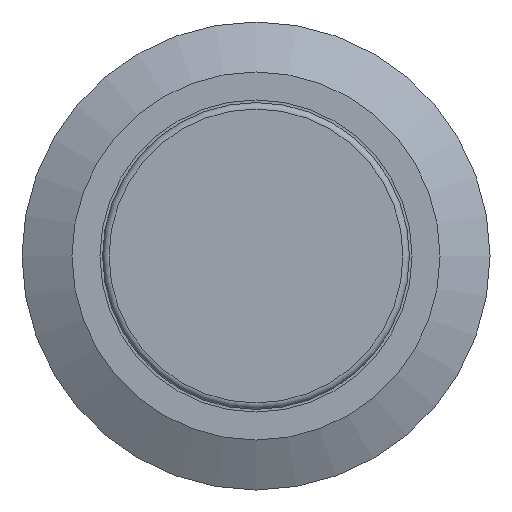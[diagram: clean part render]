
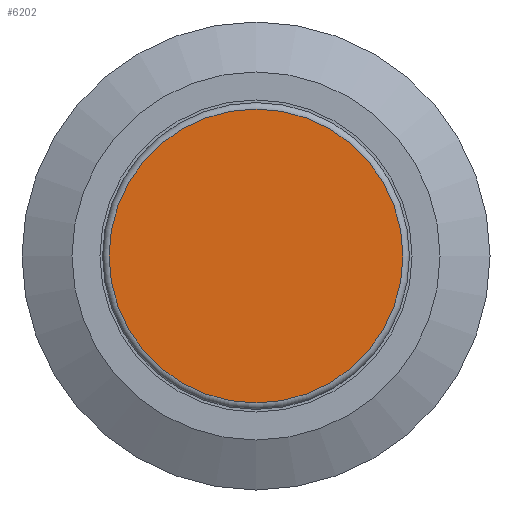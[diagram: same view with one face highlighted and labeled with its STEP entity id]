
A CAD part, left-side view. The second image highlights one B-rep face of the part: STEP entity #6202.
In plain terms, the highlighted planar face has unit normal (-1, 0, 0).
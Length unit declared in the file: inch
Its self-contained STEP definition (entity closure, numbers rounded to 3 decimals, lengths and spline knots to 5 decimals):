
#401=CIRCLE('',#6582,0.22244);
#735=FACE_OUTER_BOUND('',#1121,.T.);
#1121=EDGE_LOOP('',(#5637));
#3000=VERTEX_POINT('',#10742);
#3879=EDGE_CURVE('',#3000,#3000,#401,.T.);
#5637=ORIENTED_EDGE('',*,*,#3879,.F.);
#5868=PLANE('',#6583);
#6202=ADVANCED_FACE('',(#735),#5868,.F.);
#6582=AXIS2_PLACEMENT_3D('',#10744,#7951,#7952);
#6583=AXIS2_PLACEMENT_3D('',#10745,#7953,#7954);
#7951=DIRECTION('center_axis',(1.,0.,0.));
#7952=DIRECTION('ref_axis',(0.,0.,1.));
#7953=DIRECTION('center_axis',(1.,0.,0.));
#7954=DIRECTION('ref_axis',(0.,0.,1.));
#10742=CARTESIAN_POINT('',(-0.15354,0.,-0.22244));
#10744=CARTESIAN_POINT('Origin',(-0.15354,0.,0.));
#10745=CARTESIAN_POINT('Origin',(-0.15354,0.,0.));
